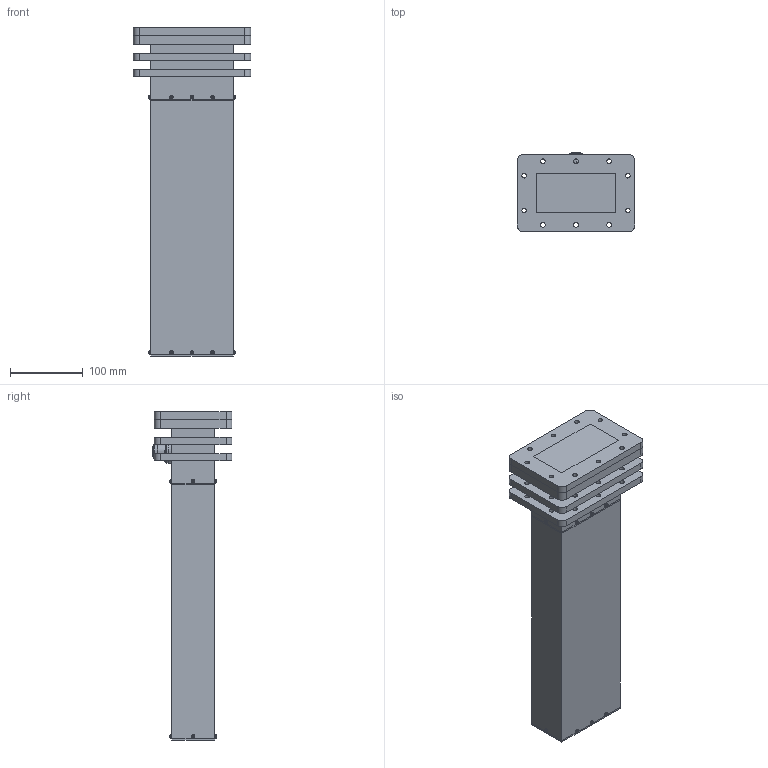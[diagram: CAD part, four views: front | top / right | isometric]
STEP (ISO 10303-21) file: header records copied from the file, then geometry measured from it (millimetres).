
FILE_DESCRIPTION (( 'STEP AP214' ), '1' );
FILE_NAME ('FMWCK1007_3D.step', '2026-03-04T19:02:06', ( '' ), ( '' ), 'SwSTEP 2.0', 'SolidWorks 2025', '' );
FILE_SCHEMA (( 'AUTOMOTIVE_DESIGN' ));
Length unit declared in the file: inch
Products named in the file (8): PEWCK1007-5^FMWCK1007; PEWCK1007-2^FMWCK1007; FMWCK1007_3D; PEWCK1007-4^FMWCK1007; PEWCK1007-7^FMWCK1007; PEWCK1007-1^FMWCK1007; PEWCK1007-6^FMWCK1007; PEWCK1007-3^FMWCK1007
Assembly tree (8 placements, depth 2):
  FMWCK1007_3D
    PEWCK1007-1^FMWCK1007
    PEWCK1007-2^FMWCK1007
    PEWCK1007-3^FMWCK1007
    PEWCK1007-4^FMWCK1007  x2
    PEWCK1007-5^FMWCK1007
    PEWCK1007-6^FMWCK1007
    PEWCK1007-7^FMWCK1007
Bounding box: 161.1 x 109.5 x 450 mm (x, y, z)
Volume: 1859050.5 mm3; surface area: 857898 mm2
Topology: 11 solids, 11 shells, 1111 faces, 2904 edges, 1905 vertices
Faces by surface type: plane 600, cylinder 410, sphere 64, cone 28, torus 6, bspline 3
Entity records: 35457 total; most frequent: CARTESIAN_POINT 7006, DIRECTION 6263, ORIENTED_EDGE 5640, EDGE_CURVE 2820, AXIS2_PLACEMENT_3D 2392, VERTEX_POINT 1849, VECTOR 1479, LINE 1479
